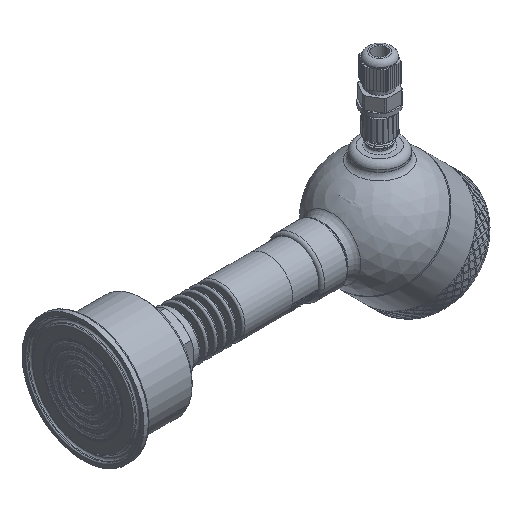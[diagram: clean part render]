
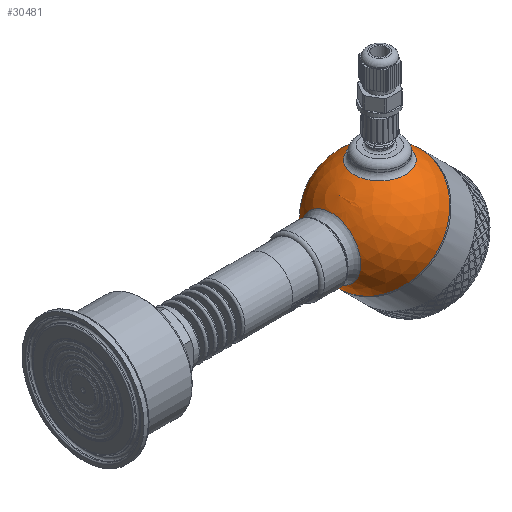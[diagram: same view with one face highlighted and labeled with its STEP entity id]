
A CAD part, isometric view. The second image highlights one B-rep face of the part: STEP entity #30481.
In plain terms, the highlighted spherical face has radius 30 mm.
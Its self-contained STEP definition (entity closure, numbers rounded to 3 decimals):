
#69=SPHERICAL_SURFACE('',#31961,30.);
#1347=FACE_BOUND('',#5544,.T.);
#1348=FACE_BOUND('',#5545,.T.);
#3458=FACE_OUTER_BOUND('',#5543,.T.);
#5543=EDGE_LOOP('',(#27174,#27175,#27176,#27177));
#5544=EDGE_LOOP('',(#27178));
#5545=EDGE_LOOP('',(#27179));
#6321=CIRCLE('',#31958,15.643);
#6324=CIRCLE('',#31962,30.);
#6325=CIRCLE('',#31963,30.);
#6326=CIRCLE('',#31964,30.);
#6327=CIRCLE('',#31965,13.5);
#14191=VERTEX_POINT('',#76072);
#14193=VERTEX_POINT('',#76078);
#14194=VERTEX_POINT('',#76079);
#14195=VERTEX_POINT('',#76081);
#14196=VERTEX_POINT('',#76084);
#18592=EDGE_CURVE('',#14191,#14191,#6321,.T.);
#18595=EDGE_CURVE('',#14193,#14194,#6324,.T.);
#18596=EDGE_CURVE('',#14193,#14195,#6325,.T.);
#18597=EDGE_CURVE('',#14194,#14193,#6326,.T.);
#18598=EDGE_CURVE('',#14196,#14196,#6327,.T.);
#27174=ORIENTED_EDGE('',*,*,#18595,.F.);
#27175=ORIENTED_EDGE('',*,*,#18596,.T.);
#27176=ORIENTED_EDGE('',*,*,#18596,.F.);
#27177=ORIENTED_EDGE('',*,*,#18597,.F.);
#27178=ORIENTED_EDGE('',*,*,#18592,.F.);
#27179=ORIENTED_EDGE('',*,*,#18598,.F.);
#30481=ADVANCED_FACE('',(#3458,#1347,#1348),#69,.T.);
#31958=AXIS2_PLACEMENT_3D('',#76073,#35456,#35457);
#31961=AXIS2_PLACEMENT_3D('',#76077,#35462,#35463);
#31962=AXIS2_PLACEMENT_3D('',#76080,#35464,#35465);
#31963=AXIS2_PLACEMENT_3D('',#76082,#35466,#35467);
#31964=AXIS2_PLACEMENT_3D('',#76083,#35468,#35469);
#31965=AXIS2_PLACEMENT_3D('',#76085,#35470,#35471);
#35456=DIRECTION('center_axis',(-0.707,0.,0.707));
#35457=DIRECTION('ref_axis',(0.707,0.,0.707));
#35462=DIRECTION('center_axis',(1.,0.,0.));
#35463=DIRECTION('ref_axis',(0.,-1.,0.));
#35464=DIRECTION('center_axis',(1.,0.,0.));
#35465=DIRECTION('ref_axis',(0.,1.,0.));
#35466=DIRECTION('center_axis',(0.,0.,1.));
#35467=DIRECTION('ref_axis',(0.,1.,0.));
#35468=DIRECTION('center_axis',(1.,0.,0.));
#35469=DIRECTION('ref_axis',(0.,1.,0.));
#35470=DIRECTION('center_axis',(-0.707,0.,-0.707));
#35471=DIRECTION('ref_axis',(-0.707,0.,0.707));
#76072=CARTESIAN_POINT('',(-29.162,0.,7.04));
#76073=CARTESIAN_POINT('Origin',(-18.101,0.,18.101));
#76077=CARTESIAN_POINT('Origin',(0.,0.,0.));
#76078=CARTESIAN_POINT('',(0.,30.,0.));
#76079=CARTESIAN_POINT('',(0.,-30.,0.));
#76080=CARTESIAN_POINT('Origin',(0.,0.,0.));
#76081=CARTESIAN_POINT('',(-30.,0.,0.));
#76082=CARTESIAN_POINT('Origin',(0.,0.,0.));
#76083=CARTESIAN_POINT('Origin',(0.,0.,0.));
#76084=CARTESIAN_POINT('',(-9.398,0.,-28.49));
#76085=CARTESIAN_POINT('Origin',(-18.944,0.,-18.944));
